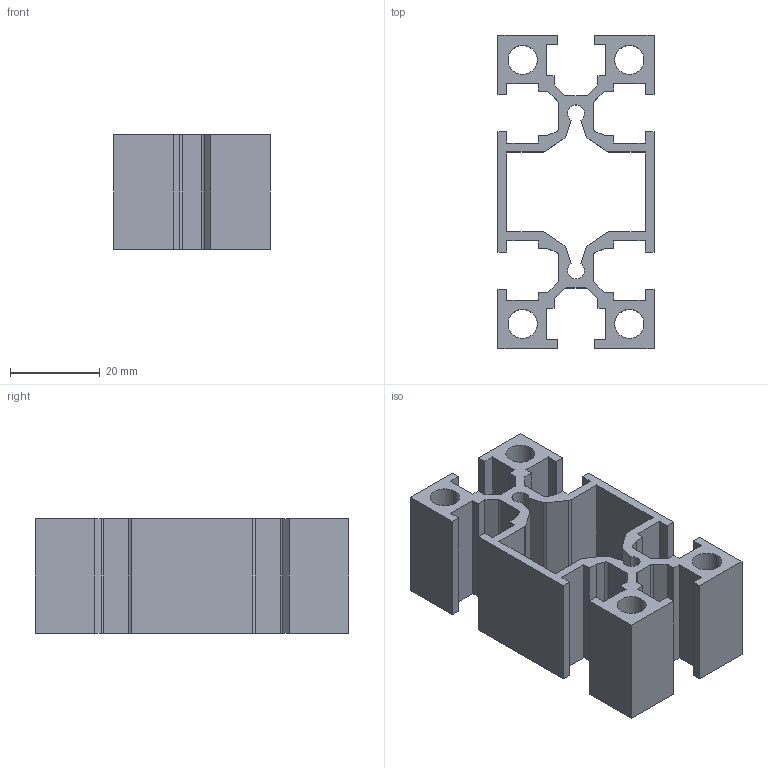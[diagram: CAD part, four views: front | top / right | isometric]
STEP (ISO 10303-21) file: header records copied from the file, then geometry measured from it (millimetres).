
FILE_DESCRIPTION((''),'2;1');
FILE_NAME('hirata.stp','2002-01-21T15:54:39',('Administrator'),(''),'Autodesk Inventor (tm) 3.0','Autodesk Inventor (tm) 3.0','');
FILE_SCHEMA(('CONFIG_CONTROL_DESIGN'));
Length unit declared in the file: millimetre
Products named in the file (1): hirata
Bounding box: 34.75 x 69.76 x 25.4 mm (x, y, z)
Volume: 18939.7 mm3; surface area: 17339.7 mm2
Topology: 1 solids, 1 shells, 136 faces, 402 edges, 268 vertices
Faces by surface type: plane 104, cylinder 32
Entity records: 4625 total; most frequent: CARTESIAN_POINT 807, ORIENTED_EDGE 804, DIRECTION 740, EDGE_CURVE 402, VECTOR 338, LINE 338, VERTEX_POINT 268, AXIS2_PLACEMENT_3D 201
